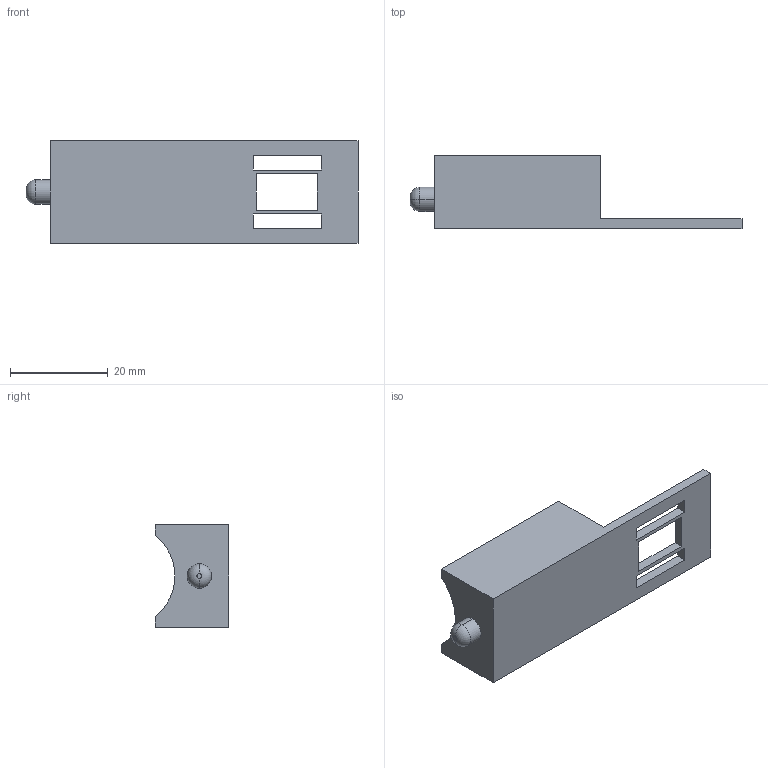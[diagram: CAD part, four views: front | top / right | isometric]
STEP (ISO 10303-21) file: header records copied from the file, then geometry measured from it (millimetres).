
FILE_DESCRIPTION (( 'STEP AP203' ), '1' );
FILE_NAME ('3124873.step', '2022-08-04T16:55:24', ( '' ), ( '' ), 'SwSTEP 2.0', 'SolidWorks 2021', '' );
FILE_SCHEMA (( 'CONFIG_CONTROL_DESIGN' ));
Length unit declared in the file: millimetre
Products named in the file (1): 3124873
Bounding box: 68 x 15 x 21 mm (x, y, z)
Volume: 10081.9 mm3; surface area: 4328.2 mm2
Topology: 1 solids, 1 shells, 27 faces, 70 edges, 46 vertices
Faces by surface type: plane 22, cylinder 3, torus 2
Entity records: 907 total; most frequent: CARTESIAN_POINT 144, ORIENTED_EDGE 140, DIRECTION 136, EDGE_CURVE 70, LINE 60, VECTOR 60, VERTEX_POINT 46, AXIS2_PLACEMENT_3D 38
